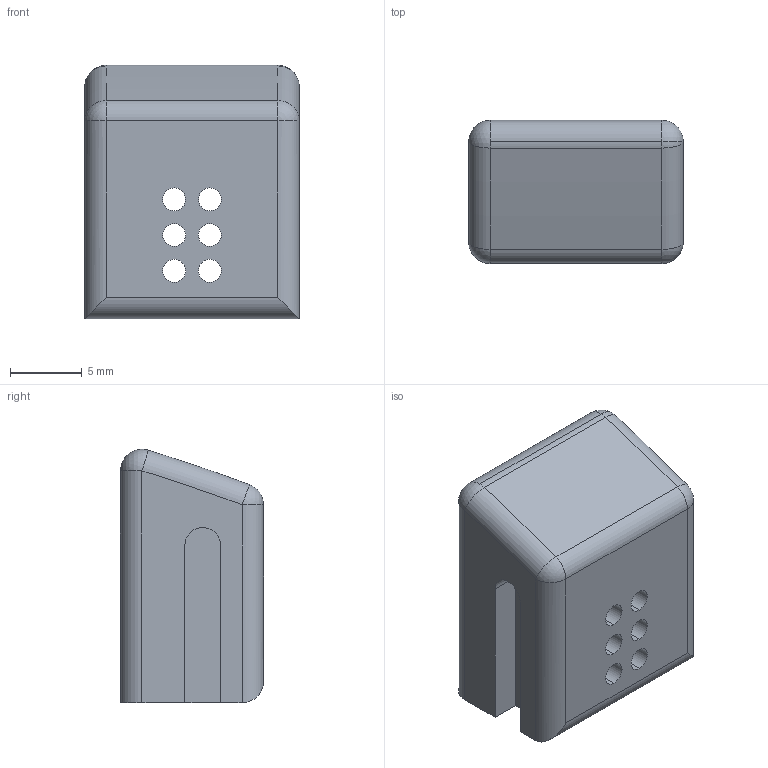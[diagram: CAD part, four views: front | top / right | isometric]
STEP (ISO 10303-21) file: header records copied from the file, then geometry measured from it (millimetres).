
FILE_DESCRIPTION (( 'STEP AP214' ), '1' );
FILE_NAME ('Printhead insert.STEP', '2022-03-01T14:10:38', ( '' ), ( '' ), 'SwSTEP 2.0', 'SolidWorks 2020', '' );
FILE_SCHEMA (( 'AUTOMOTIVE_DESIGN' ));
Length unit declared in the file: millimetre
Products named in the file (1): Printhead insert
Bounding box: 15 x 10 x 17.72 mm (x, y, z)
Volume: 1979.4 mm3; surface area: 1364 mm2
Topology: 1 solids, 1 shells, 50 faces, 129 edges, 78 vertices
Faces by surface type: cylinder 27, plane 16, sphere 5, torus 2
Entity records: 1556 total; most frequent: DIRECTION 282, CARTESIAN_POINT 260, ORIENTED_EDGE 250, EDGE_CURVE 125, AXIS2_PLACEMENT_3D 108, VERTEX_POINT 78, LINE 66, VECTOR 66
